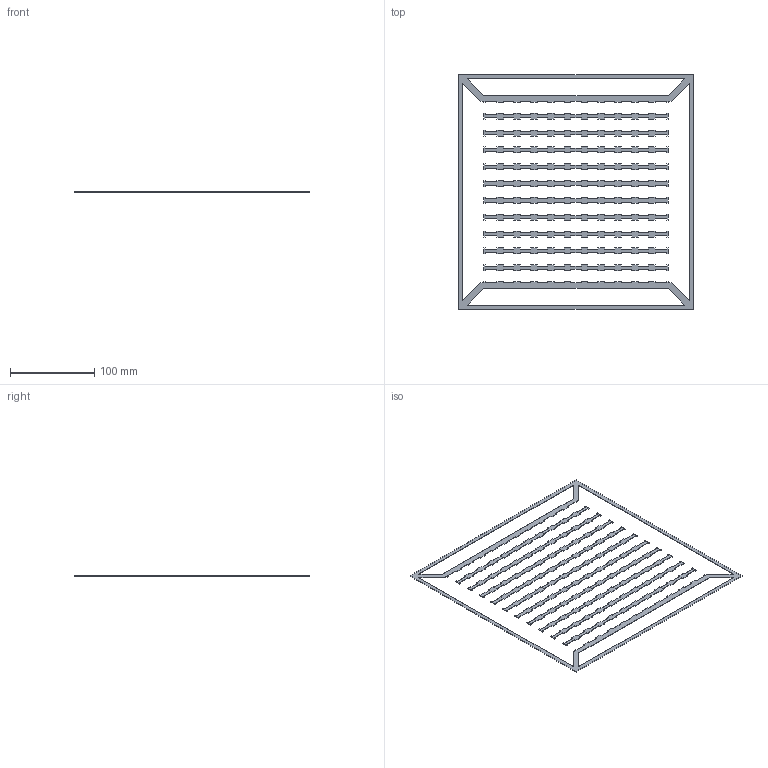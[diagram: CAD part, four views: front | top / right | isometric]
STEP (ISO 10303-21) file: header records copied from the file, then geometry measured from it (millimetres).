
FILE_DESCRIPTION(/* description */ (''),/* implementation_level */ '2;1');
FILE_NAME(/* name */ 'grid_spacer.stp',/* time_stamp */ '2017-07-12T18:35:25+02:00',/* author */ (''),/* organization */ (''),/* preprocessor_version */ 'ST-DEVELOPER v16',/* originating_system */ 'SIEMENS PLM Software NX 10.0',/* authorisation */ '');
FILE_SCHEMA (('AUTOMOTIVE_DESIGN { 1 0 10303 214 3 1 1 1 }'));
Length unit declared in the file: millimetre
Products named in the file (1): grid_spacer
Bounding box: 279 x 279 x 0.5 mm (x, y, z)
Volume: 10375.7 mm3; surface area: 45767.4 mm2
Topology: 11 solids, 11 shells, 1058 faces, 3108 edges, 2072 vertices
Faces by surface type: plane 1058
Entity records: 34498 total; most frequent: CARTESIAN_POINT 6239, ORIENTED_EDGE 6216, DIRECTION 5226, EDGE_CURVE 3108, LINE 3108, VECTOR 3108, VERTEX_POINT 2072, EDGE_LOOP 1064
